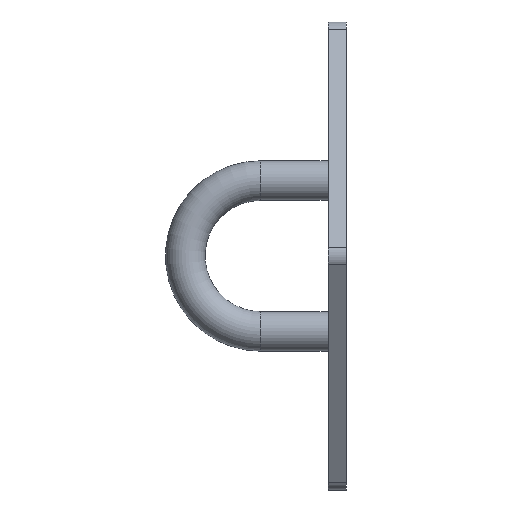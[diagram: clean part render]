
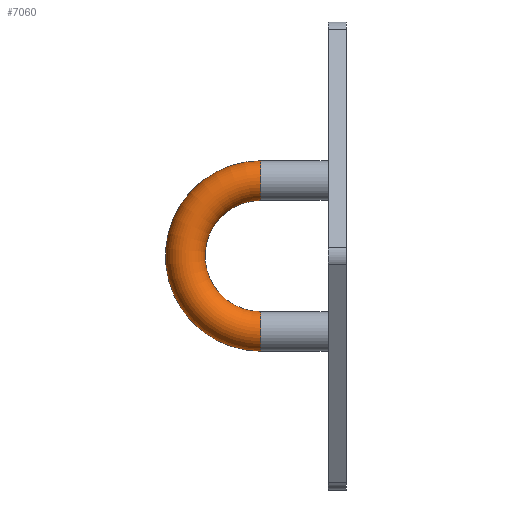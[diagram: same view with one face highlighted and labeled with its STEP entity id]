
A CAD part, left-side view. The second image highlights one B-rep face of the part: STEP entity #7060.
In plain terms, the highlighted toroidal (fillet/blend) face has major radius 9.5 mm and minor radius 2.5 mm.
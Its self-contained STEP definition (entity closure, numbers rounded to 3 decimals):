
#1104 = EDGE_CURVE ( 'NONE', #10987, #10987, #5770, .T. ) ;
#1222 = CARTESIAN_POINT ( 'NONE',  ( 0., 10.8, 0. ) ) ;
#1664 = CARTESIAN_POINT ( 'NONE',  ( 0., 10.8, 7. ) ) ;
#1854 = FACE_OUTER_BOUND ( 'NONE', #12962, .T. ) ;
#2328 = DIRECTION ( 'NONE',  ( 0., 0., 1. ) ) ;
#2512 = AXIS2_PLACEMENT_3D ( 'NONE', #4331, #4287, #11739 ) ;
#3722 = DIRECTION ( 'NONE',  ( 0., 0., -1. ) ) ;
#4287 = DIRECTION ( 'NONE',  ( 0., 1., 0. ) ) ;
#4331 = CARTESIAN_POINT ( 'NONE',  ( 0., 10.8, -9.5 ) ) ;
#4706 = FACE_OUTER_BOUND ( 'NONE', #12179, .T. ) ;
#5735 = AXIS2_PLACEMENT_3D ( 'NONE', #1222, #11966, #2328 ) ;
#5770 = CIRCLE ( 'NONE', #2512, 2.5 ) ;
#5849 = DIRECTION ( 'NONE',  ( 0., -1., 0. ) ) ;
#6638 = ORIENTED_EDGE ( 'NONE', *, *, #11254, .F. ) ;
#7060 = ADVANCED_FACE ( 'NONE', ( #4706, #1854 ), #8751, .T. ) ;
#7190 = CIRCLE ( 'NONE', #8908, 2.5 ) ;
#8006 = VERTEX_POINT ( 'NONE', #1664 ) ;
#8751 = TOROIDAL_SURFACE ( 'NONE', #5735, 9.5, 2.5 ) ;
#8908 = AXIS2_PLACEMENT_3D ( 'NONE', #9279, #5849, #3722 ) ;
#9279 = CARTESIAN_POINT ( 'NONE',  ( 0., 10.8, 9.5 ) ) ;
#10987 = VERTEX_POINT ( 'NONE', #11316 ) ;
#11254 = EDGE_CURVE ( 'NONE', #8006, #8006, #7190, .T. ) ;
#11316 = CARTESIAN_POINT ( 'NONE',  ( 0., 10.8, -7. ) ) ;
#11739 = DIRECTION ( 'NONE',  ( 0., 0., 1. ) ) ;
#11820 = ORIENTED_EDGE ( 'NONE', *, *, #1104, .T. ) ;
#11966 = DIRECTION ( 'NONE',  ( -1., 0., 0. ) ) ;
#12179 = EDGE_LOOP ( 'NONE', ( #6638 ) ) ;
#12962 = EDGE_LOOP ( 'NONE', ( #11820 ) ) ;
